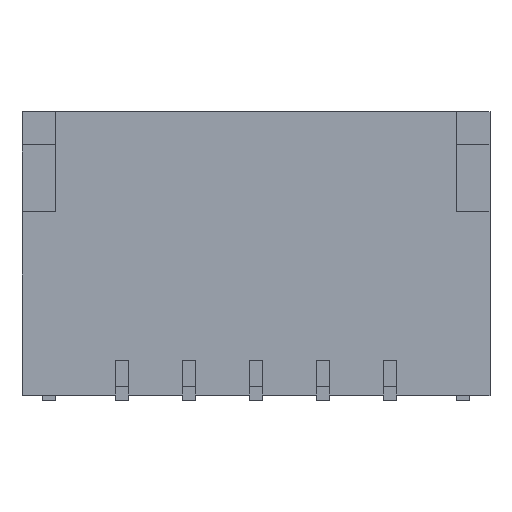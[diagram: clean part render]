
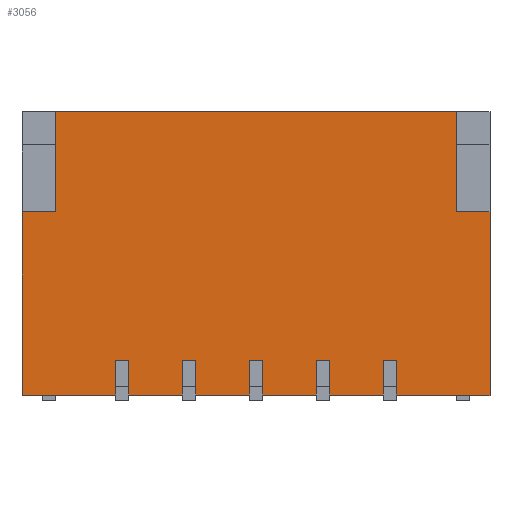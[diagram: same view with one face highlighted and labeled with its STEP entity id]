
A CAD part, top view. The second image highlights one B-rep face of the part: STEP entity #3056.
In plain terms, the highlighted planar face has unit normal (0, 0, 1).
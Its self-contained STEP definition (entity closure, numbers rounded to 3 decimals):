
#16 = DIRECTION ( 'NONE',  ( 1., 0., 0. ) ) ;
#212 = ORIENTED_EDGE ( 'NONE', *, *, #371, .T. ) ;
#319 = ORIENTED_EDGE ( 'NONE', *, *, #414, .F. ) ;
#371 = EDGE_CURVE ( 'NONE', #3264, #604, #703, .T. ) ;
#397 = EDGE_CURVE ( 'NONE', #1288, #1872, #2922, .T. ) ;
#406 = CARTESIAN_POINT ( 'NONE',  ( -3.5, 0.07, 1.45 ) ) ;
#414 = EDGE_CURVE ( 'NONE', #3158, #908, #867, .T. ) ;
#490 = VERTEX_POINT ( 'NONE', #3423 ) ;
#526 = DIRECTION ( 'NONE',  ( 0., -1., 0. ) ) ;
#530 = EDGE_CURVE ( 'NONE', #3264, #490, #1785, .T. ) ;
#590 = LINE ( 'NONE', #2054, #1174 ) ;
#604 = VERTEX_POINT ( 'NONE', #3249 ) ;
#683 = CARTESIAN_POINT ( 'NONE',  ( -3., 2.82, 1.45 ) ) ;
#703 = LINE ( 'NONE', #2200, #3831 ) ;
#765 = CARTESIAN_POINT ( 'NONE',  ( 3.5, 4.32, 1.45 ) ) ;
#811 = CARTESIAN_POINT ( 'NONE',  ( -3., 4.32, 1.45 ) ) ;
#830 = EDGE_CURVE ( 'NONE', #1872, #1463, #590, .T. ) ;
#867 = LINE ( 'NONE', #2362, #3110 ) ;
#908 = VERTEX_POINT ( 'NONE', #4288 ) ;
#942 = VECTOR ( 'NONE', #526, 1000. ) ;
#1082 = DIRECTION ( 'NONE',  ( 0., 0., -1. ) ) ;
#1137 = DIRECTION ( 'NONE',  ( 0., -1., 0. ) ) ;
#1174 = VECTOR ( 'NONE', #3367, 1000. ) ;
#1288 = VERTEX_POINT ( 'NONE', #3983 ) ;
#1435 = FACE_OUTER_BOUND ( 'NONE', #3571, .T. ) ;
#1463 = VERTEX_POINT ( 'NONE', #2933 ) ;
#1585 = ORIENTED_EDGE ( 'NONE', *, *, #830, .T. ) ;
#1627 = VECTOR ( 'NONE', #16, 1000. ) ;
#1785 = LINE ( 'NONE', #3175, #1627 ) ;
#1872 = VERTEX_POINT ( 'NONE', #406 ) ;
#1912 = ORIENTED_EDGE ( 'NONE', *, *, #530, .F. ) ;
#1924 = ORIENTED_EDGE ( 'NONE', *, *, #2065, .F. ) ;
#2054 = CARTESIAN_POINT ( 'NONE',  ( -3.5, 0.07, 1.45 ) ) ;
#2065 = EDGE_CURVE ( 'NONE', #490, #3158, #2354, .T. ) ;
#2132 = ORIENTED_EDGE ( 'NONE', *, *, #3500, .T. ) ;
#2178 = DIRECTION ( 'NONE',  ( -1., 0., 0. ) ) ;
#2200 = CARTESIAN_POINT ( 'NONE',  ( -3., 2.82, 1.45 ) ) ;
#2257 = DIRECTION ( 'NONE',  ( 0., -1., 0. ) ) ;
#2341 = VECTOR ( 'NONE', #2178, 1000. ) ;
#2354 = LINE ( 'NONE', #3623, #942 ) ;
#2362 = CARTESIAN_POINT ( 'NONE',  ( 3., 2.82, 1.45 ) ) ;
#2424 = VECTOR ( 'NONE', #2257, 1000. ) ;
#2574 = EDGE_CURVE ( 'NONE', #908, #1463, #3843, .T. ) ;
#2580 = DIRECTION ( 'NONE',  ( -1., 0., 0. ) ) ;
#2872 = PLANE ( 'NONE',  #4366 ) ;
#2922 = LINE ( 'NONE', #4165, #3767 ) ;
#2933 = CARTESIAN_POINT ( 'NONE',  ( 3.5, 0.07, 1.45 ) ) ;
#3056 = ADVANCED_FACE ( 'NONE', ( #1435 ), #2872, .F. ) ;
#3110 = VECTOR ( 'NONE', #3629, 1000. ) ;
#3158 = VERTEX_POINT ( 'NONE', #4171 ) ;
#3175 = CARTESIAN_POINT ( 'NONE',  ( -3.5, 4.32, 1.45 ) ) ;
#3226 = ORIENTED_EDGE ( 'NONE', *, *, #397, .T. ) ;
#3249 = CARTESIAN_POINT ( 'NONE',  ( -3., 2.82, 1.45 ) ) ;
#3264 = VERTEX_POINT ( 'NONE', #811 ) ;
#3367 = DIRECTION ( 'NONE',  ( 1., 0., 0. ) ) ;
#3423 = CARTESIAN_POINT ( 'NONE',  ( 3., 4.32, 1.45 ) ) ;
#3495 = DIRECTION ( 'NONE',  ( 0., -1., 0. ) ) ;
#3500 = EDGE_CURVE ( 'NONE', #604, #1288, #3775, .T. ) ;
#3571 = EDGE_LOOP ( 'NONE', ( #2132, #3226, #1585, #4317, #319, #1924, #1912, #212 ) ) ;
#3623 = CARTESIAN_POINT ( 'NONE',  ( 3., 2.82, 1.45 ) ) ;
#3629 = DIRECTION ( 'NONE',  ( 1., 0., 0. ) ) ;
#3767 = VECTOR ( 'NONE', #1137, 1000. ) ;
#3775 = LINE ( 'NONE', #683, #2341 ) ;
#3831 = VECTOR ( 'NONE', #3495, 1000. ) ;
#3843 = LINE ( 'NONE', #765, #2424 ) ;
#3983 = CARTESIAN_POINT ( 'NONE',  ( -3.5, 2.82, 1.45 ) ) ;
#4113 = CARTESIAN_POINT ( 'NONE',  ( -3.5, 4.32, 1.45 ) ) ;
#4165 = CARTESIAN_POINT ( 'NONE',  ( -3.5, 4.32, 1.45 ) ) ;
#4171 = CARTESIAN_POINT ( 'NONE',  ( 3., 2.82, 1.45 ) ) ;
#4288 = CARTESIAN_POINT ( 'NONE',  ( 3.5, 2.82, 1.45 ) ) ;
#4317 = ORIENTED_EDGE ( 'NONE', *, *, #2574, .F. ) ;
#4366 = AXIS2_PLACEMENT_3D ( 'NONE', #4113, #1082, #2580 ) ;
